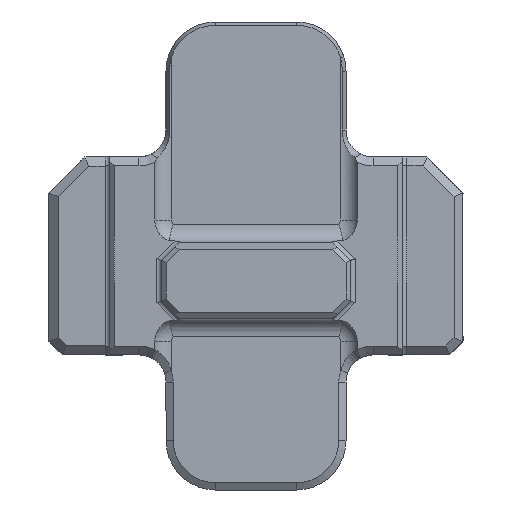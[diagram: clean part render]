
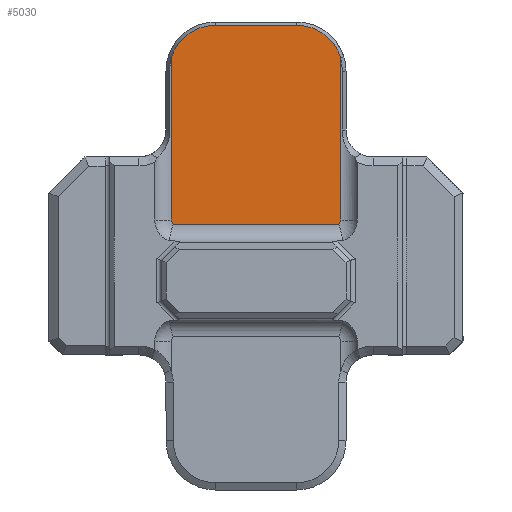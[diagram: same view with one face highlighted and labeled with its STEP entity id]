
A CAD part, front view. The second image highlights one B-rep face of the part: STEP entity #5030.
In plain terms, the highlighted planar face has unit normal (0, -1, 0).
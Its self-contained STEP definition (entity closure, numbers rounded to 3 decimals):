
#14 = ORIENTED_EDGE ( 'NONE', *, *, #1257, .T. ) ;
#89 = DIRECTION ( 'NONE',  ( 0., -1., 0. ) ) ;
#233 = DIRECTION ( 'NONE',  ( 0., -1., 0. ) ) ;
#400 = FACE_OUTER_BOUND ( 'NONE', #6350, .T. ) ;
#407 = CARTESIAN_POINT ( 'NONE',  ( -9.417, -35., 22.013 ) ) ;
#416 = DIRECTION ( 'NONE',  ( 0., 0., -1. ) ) ;
#516 = EDGE_CURVE ( 'NONE', #3158, #7016, #3476, .T. ) ;
#781 = DIRECTION ( 'NONE',  ( 0., 0., 1. ) ) ;
#791 = LINE ( 'NONE', #2951, #5544 ) ;
#815 = CIRCLE ( 'NONE', #6723, 0.667 ) ;
#1098 = DIRECTION ( 'NONE',  ( 1., 0., 0. ) ) ;
#1111 = AXIS2_PLACEMENT_3D ( 'NONE', #5078, #233, #1258 ) ;
#1224 = EDGE_CURVE ( 'NONE', #2011, #3151, #5330, .T. ) ;
#1257 = EDGE_CURVE ( 'NONE', #7016, #2350, #5639, .T. ) ;
#1258 = DIRECTION ( 'NONE',  ( 0., 0., 1. ) ) ;
#1401 = ORIENTED_EDGE ( 'NONE', *, *, #1552, .T. ) ;
#1552 = EDGE_CURVE ( 'NONE', #4101, #3158, #4846, .T. ) ;
#1571 = ORIENTED_EDGE ( 'NONE', *, *, #516, .T. ) ;
#1806 = EDGE_CURVE ( 'NONE', #5622, #4101, #5958, .T. ) ;
#1889 = EDGE_CURVE ( 'NONE', #2693, #2011, #6364, .T. ) ;
#1987 = DIRECTION ( 'NONE',  ( 0., 0., 1. ) ) ;
#2011 = VERTEX_POINT ( 'NONE', #407 ) ;
#2275 = AXIS2_PLACEMENT_3D ( 'NONE', #5498, #89, #3345 ) ;
#2350 = VERTEX_POINT ( 'NONE', #3379 ) ;
#2375 = EDGE_CURVE ( 'NONE', #3151, #5622, #815, .T. ) ;
#2458 = DIRECTION ( 'NONE',  ( -1., 0., 0. ) ) ;
#2484 = DIRECTION ( 'NONE',  ( 0., 1., 0. ) ) ;
#2693 = VERTEX_POINT ( 'NONE', #6447 ) ;
#2951 = CARTESIAN_POINT ( 'NONE',  ( -4.5, -35., 25.644 ) ) ;
#3045 = VECTOR ( 'NONE', #416, 1000. ) ;
#3115 = PLANE ( 'NONE',  #4546 ) ;
#3134 = ORIENTED_EDGE ( 'NONE', *, *, #1889, .T. ) ;
#3151 = VERTEX_POINT ( 'NONE', #4829 ) ;
#3158 = VERTEX_POINT ( 'NONE', #6006 ) ;
#3345 = DIRECTION ( 'NONE',  ( 0., 0., 1. ) ) ;
#3347 = CARTESIAN_POINT ( 'NONE',  ( -8.75, -35., 4. ) ) ;
#3379 = CARTESIAN_POINT ( 'NONE',  ( 4.5, -35., 25.644 ) ) ;
#3476 = LINE ( 'NONE', #5629, #5978 ) ;
#3717 = AXIS2_PLACEMENT_3D ( 'NONE', #6342, #6375, #4692 ) ;
#3735 = CARTESIAN_POINT ( 'NONE',  ( -9.417, -35., 11. ) ) ;
#3919 = DIRECTION ( 'NONE',  ( 0., 0., 1. ) ) ;
#4101 = VERTEX_POINT ( 'NONE', #6397 ) ;
#4366 = CARTESIAN_POINT ( 'NONE',  ( 8.75, -35., 3.5 ) ) ;
#4546 = AXIS2_PLACEMENT_3D ( 'NONE', #6920, #2484, #1987 ) ;
#4683 = CARTESIAN_POINT ( 'NONE',  ( 9.417, -35., 22.013 ) ) ;
#4692 = DIRECTION ( 'NONE',  ( 0., 0., 1. ) ) ;
#4829 = CARTESIAN_POINT ( 'NONE',  ( -9.417, -35., 4. ) ) ;
#4846 = CIRCLE ( 'NONE', #1111, 0.667 ) ;
#4902 = ORIENTED_EDGE ( 'NONE', *, *, #1806, .T. ) ;
#5030 = ADVANCED_FACE ( 'NONE', ( #400 ), #3115, .F. ) ;
#5078 = CARTESIAN_POINT ( 'NONE',  ( 8.75, -35., 4. ) ) ;
#5330 = LINE ( 'NONE', #3735, #3045 ) ;
#5498 = CARTESIAN_POINT ( 'NONE',  ( -4.5, -35., 20.5 ) ) ;
#5544 = VECTOR ( 'NONE', #2458, 1000. ) ;
#5622 = VERTEX_POINT ( 'NONE', #6457 ) ;
#5629 = CARTESIAN_POINT ( 'NONE',  ( 9.417, -35., 11. ) ) ;
#5639 = CIRCLE ( 'NONE', #3717, 5.144 ) ;
#5958 = LINE ( 'NONE', #4366, #6019 ) ;
#5978 = VECTOR ( 'NONE', #781, 1000. ) ;
#6006 = CARTESIAN_POINT ( 'NONE',  ( 9.417, -35., 4. ) ) ;
#6019 = VECTOR ( 'NONE', #1098, 1000. ) ;
#6342 = CARTESIAN_POINT ( 'NONE',  ( 4.5, -35., 20.5 ) ) ;
#6350 = EDGE_LOOP ( 'NONE', ( #7000, #3134, #6510, #6839, #4902, #1401, #1571, #14 ) ) ;
#6364 = CIRCLE ( 'NONE', #2275, 5.144 ) ;
#6375 = DIRECTION ( 'NONE',  ( 0., -1., 0. ) ) ;
#6397 = CARTESIAN_POINT ( 'NONE',  ( 9.191, -35., 3.5 ) ) ;
#6447 = CARTESIAN_POINT ( 'NONE',  ( -4.5, -35., 25.644 ) ) ;
#6457 = CARTESIAN_POINT ( 'NONE',  ( -9.191, -35., 3.5 ) ) ;
#6510 = ORIENTED_EDGE ( 'NONE', *, *, #1224, .T. ) ;
#6654 = DIRECTION ( 'NONE',  ( 0., -1., 0. ) ) ;
#6723 = AXIS2_PLACEMENT_3D ( 'NONE', #3347, #6654, #3919 ) ;
#6839 = ORIENTED_EDGE ( 'NONE', *, *, #2375, .T. ) ;
#6920 = CARTESIAN_POINT ( 'NONE',  ( -23., -35., 11. ) ) ;
#6990 = EDGE_CURVE ( 'NONE', #2350, #2693, #791, .T. ) ;
#7000 = ORIENTED_EDGE ( 'NONE', *, *, #6990, .T. ) ;
#7016 = VERTEX_POINT ( 'NONE', #4683 ) ;
